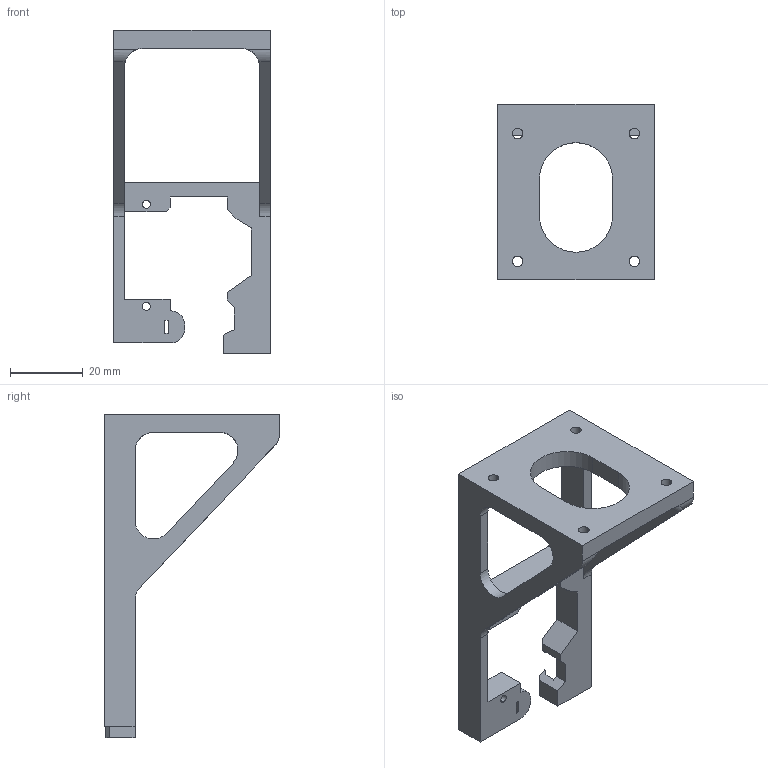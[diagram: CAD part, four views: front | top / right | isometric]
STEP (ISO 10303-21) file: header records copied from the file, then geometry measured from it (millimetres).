
FILE_DESCRIPTION (( 'STEP AP214' ), '1' );
FILE_NAME ('Pebble_Wiper_E3D_Motion_System.STEP', '2021-04-30T03:00:41', ( '' ), ( '' ), 'SwSTEP 2.0', 'SolidWorks 2019', '' );
FILE_SCHEMA (( 'AUTOMOTIVE_DESIGN' ));
Length unit declared in the file: millimetre
Products named in the file (1): Pebble_Wiper_E3D_Motion_System
Bounding box: 43 x 48 x 88.71 mm (x, y, z)
Volume: 18299.2 mm3; surface area: 12370.7 mm2
Topology: 1 solids, 1 shells, 96 faces, 287 edges, 189 vertices
Faces by surface type: plane 63, cylinder 33
Entity records: 3495 total; most frequent: CARTESIAN_POINT 827, ORIENTED_EDGE 574, DIRECTION 513, EDGE_CURVE 287, VECTOR 219, LINE 219, VERTEX_POINT 189, AXIS2_PLACEMENT_3D 147
